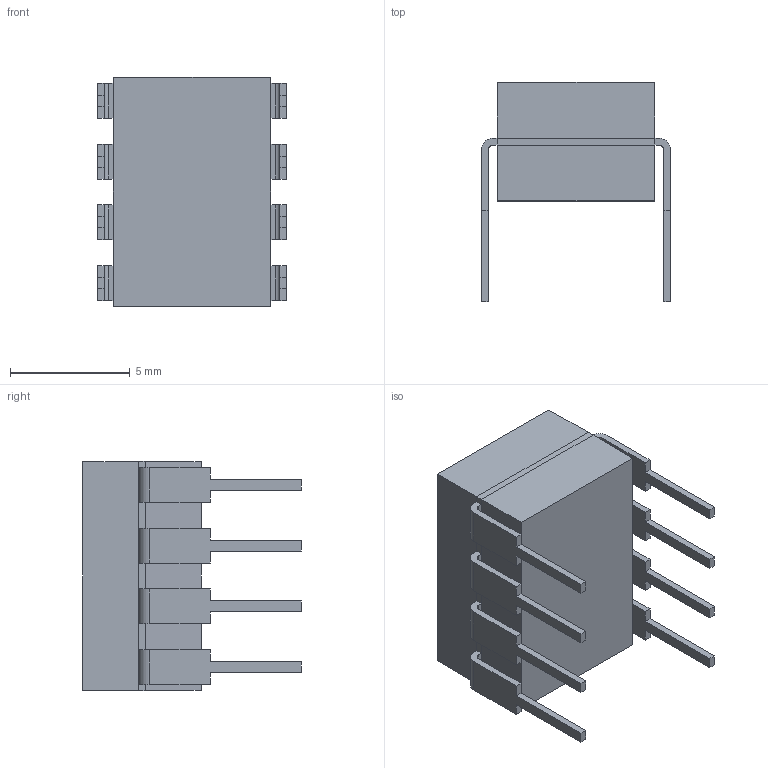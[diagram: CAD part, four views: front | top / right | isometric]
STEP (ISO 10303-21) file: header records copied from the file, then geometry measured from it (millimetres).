
FILE_DESCRIPTION (( 'STEP AP214' ), '1' );
FILE_NAME ('ICM7555IPAZ.STEP', '2021-07-12T19:27:26', ( '' ), ( '' ), 'SwSTEP 2.0', 'SolidWorks 2017', '' );
FILE_SCHEMA (( 'AUTOMOTIVE_DESIGN' ));
Length unit declared in the file: inch
Products named in the file (1): ICM7555IPAZ
Bounding box: 7.9 x 9.14 x 9.59 mm (x, y, z)
Volume: 325.4 mm3; surface area: 427.7 mm2
Topology: 9 solids, 9 shells, 131 faces, 329 edges, 216 vertices
Faces by surface type: plane 113, cylinder 18
Entity records: 3987 total; most frequent: CARTESIAN_POINT 677, ORIENTED_EDGE 658, DIRECTION 629, EDGE_CURVE 329, LINE 293, VECTOR 293, VERTEX_POINT 216, AXIS2_PLACEMENT_3D 168
